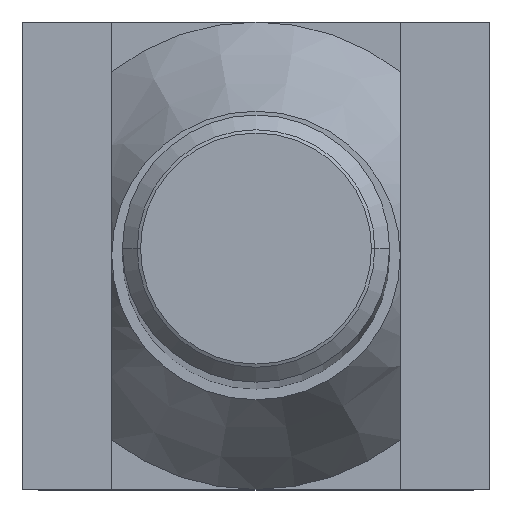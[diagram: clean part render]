
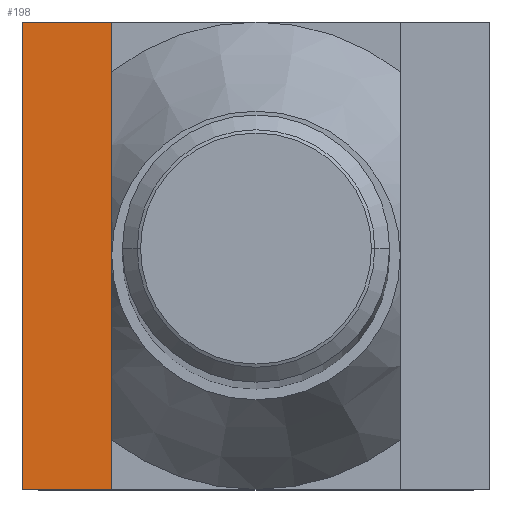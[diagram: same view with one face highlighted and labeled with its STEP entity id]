
A CAD part, top view. The second image highlights one B-rep face of the part: STEP entity #198.
In plain terms, the highlighted planar face has unit normal (0, 0, 1).
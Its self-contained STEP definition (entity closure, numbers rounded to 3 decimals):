
#196=VERTEX_POINT('',#458);
#198=ADVANCED_FACE('',(#460),#461,.T.);
#210=EDGE_CURVE('',#300,#196,#474,.T.);
#216=EDGE_CURVE('',#300,#234,#482,.T.);
#228=EDGE_CURVE('',#244,#234,#494,.T.);
#234=VERTEX_POINT('',#500);
#238=EDGE_CURVE('',#196,#244,#504,.T.);
#244=VERTEX_POINT('',#510);
#300=VERTEX_POINT('',#571);
#458=CARTESIAN_POINT('',(-17.5,17.5,0.));
#460=FACE_OUTER_BOUND('',#773,.T.);
#461=PLANE('',#774);
#474=LINE('',#801,#802);
#482=LINE('',#811,#812);
#494=LINE('',#827,#828);
#500=CARTESIAN_POINT('',(-10.8,-17.5,0.));
#504=LINE('',#840,#841);
#510=CARTESIAN_POINT('',(-17.5,-17.5,0.));
#571=CARTESIAN_POINT('',(-10.8,17.5,0.));
#773=EDGE_LOOP('',(#1143,#1144,#1145,#1146));
#774=AXIS2_PLACEMENT_3D('',#1147,#1148,#1149);
#801=CARTESIAN_POINT('',(-10.8,17.5,0.));
#802=VECTOR('',#1161,1.0);
#811=CARTESIAN_POINT('',(-10.8,0.,0.));
#812=VECTOR('',#1178,1.0);
#827=CARTESIAN_POINT('',(-10.8,-17.5,0.));
#828=VECTOR('',#1185,1.0);
#840=CARTESIAN_POINT('',(-17.5,0.,0.));
#841=VECTOR('',#1189,1.0);
#1143=ORIENTED_EDGE('',*,*,#228,.T.);
#1144=ORIENTED_EDGE('',*,*,#216,.F.);
#1145=ORIENTED_EDGE('',*,*,#210,.T.);
#1146=ORIENTED_EDGE('',*,*,#238,.T.);
#1147=CARTESIAN_POINT('',(-17.5,0.,0.));
#1148=DIRECTION('',(0.0,0.,1.0));
#1149=DIRECTION('',(0.0,-1.0,0.));
#1161=DIRECTION('',(-1.0,0.0,0.0));
#1178=DIRECTION('',(0.0,-1.0,0.));
#1185=DIRECTION('',(1.0,0.0,0.0));
#1189=DIRECTION('',(0.0,-1.0,0.));
